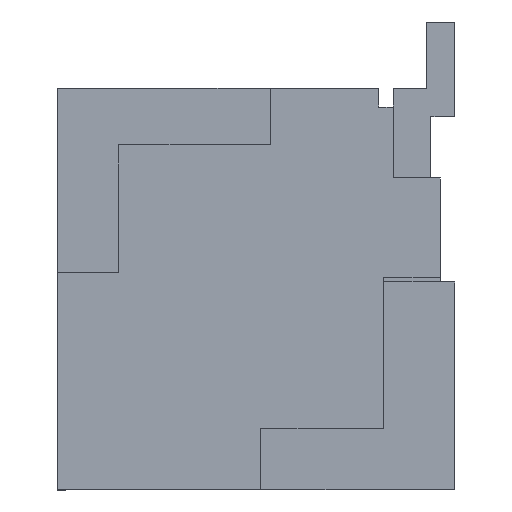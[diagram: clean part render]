
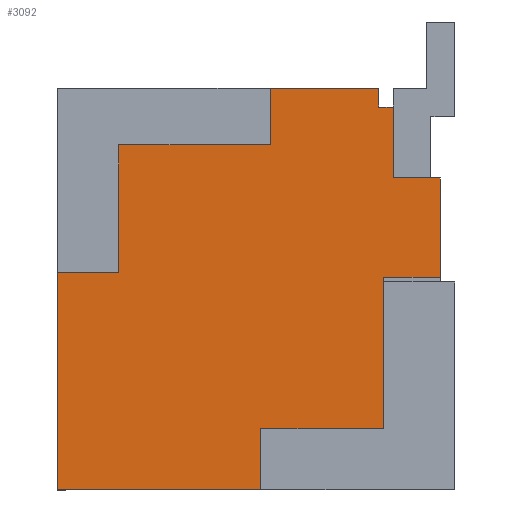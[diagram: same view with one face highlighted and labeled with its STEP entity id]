
A CAD part, left-side view. The second image highlights one B-rep face of the part: STEP entity #3092.
In plain terms, the highlighted planar face has unit normal (-1, 0, 0).
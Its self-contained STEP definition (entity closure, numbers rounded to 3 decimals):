
#5 = VERTEX_POINT ( 'NONE', #347 ) ;
#6 = ORIENTED_EDGE ( 'NONE', *, *, #7, .T. ) ;
#7 = EDGE_CURVE ( 'NONE', #5, #3127, #346, .T. ) ;
#8 = EDGE_CURVE ( 'NONE', #9, #5, #399, .T. ) ;
#9 = VERTEX_POINT ( 'NONE', #395 ) ;
#10 = ORIENTED_EDGE ( 'NONE', *, *, #8, .T. ) ;
#11 = ORIENTED_EDGE ( 'NONE', *, *, #3123, .T. ) ;
#12 = EDGE_CURVE ( 'NONE', #91, #9, #394, .T. ) ;
#13 = VERTEX_POINT ( 'NONE', #390 ) ;
#14 = EDGE_CURVE ( 'NONE', #16, #13, #389, .T. ) ;
#15 = EDGE_CURVE ( 'NONE', #1038, #16, #385, .T. ) ;
#16 = VERTEX_POINT ( 'NONE', #381 ) ;
#17 = ORIENTED_EDGE ( 'NONE', *, *, #14, .T. ) ;
#18 = ORIENTED_EDGE ( 'NONE', *, *, #15, .T. ) ;
#90 = ORIENTED_EDGE ( 'NONE', *, *, #12, .T. ) ;
#91 = VERTEX_POINT ( 'NONE', #3542 ) ;
#92 = VERTEX_POINT ( 'NONE', #3541 ) ;
#93 = VERTEX_POINT ( 'NONE', #3540 ) ;
#94 = ORIENTED_EDGE ( 'NONE', *, *, #95, .T. ) ;
#95 = EDGE_CURVE ( 'NONE', #92, #91, #3600, .T. ) ;
#96 = ORIENTED_EDGE ( 'NONE', *, *, #99, .T. ) ;
#97 = ORIENTED_EDGE ( 'NONE', *, *, #98, .F. ) ;
#98 = EDGE_CURVE ( 'NONE', #92, #93, #3596, .T. ) ;
#99 = EDGE_CURVE ( 'NONE', #403, #93, #3591, .T. ) ;
#346 = LINE ( 'NONE', #402, #401 ) ;
#347 = CARTESIAN_POINT ( 'NONE',  ( -9.5, 0.425, 0.125 ) ) ;
#381 = CARTESIAN_POINT ( 'NONE',  ( -9.5, 0.325, 3.525 ) ) ;
#382 = DIRECTION ( 'NONE',  ( 0., 0., 1. ) ) ;
#383 = VECTOR ( 'NONE', #382, 1000. ) ;
#384 = CARTESIAN_POINT ( 'NONE',  ( -9.5, 0.325, 2.775 ) ) ;
#385 = LINE ( 'NONE', #384, #383 ) ;
#386 = DIRECTION ( 'NONE',  ( 0., 1., 0. ) ) ;
#387 = VECTOR ( 'NONE', #386, 1000. ) ;
#388 = CARTESIAN_POINT ( 'NONE',  ( -9.5, 0.325, 3.525 ) ) ;
#389 = LINE ( 'NONE', #388, #387 ) ;
#390 = CARTESIAN_POINT ( 'NONE',  ( -9.5, 0.475, 3.525 ) ) ;
#391 = DIRECTION ( 'NONE',  ( 0., 0., 1. ) ) ;
#392 = VECTOR ( 'NONE', #391, 1000. ) ;
#393 = CARTESIAN_POINT ( 'NONE',  ( -9.5, 1.725, -0.525 ) ) ;
#394 = LINE ( 'NONE', #393, #392 ) ;
#395 = CARTESIAN_POINT ( 'NONE',  ( -9.5, 1.725, 0.125 ) ) ;
#396 = DIRECTION ( 'NONE',  ( 0., -1., 0. ) ) ;
#397 = VECTOR ( 'NONE', #396, 1000. ) ;
#398 = CARTESIAN_POINT ( 'NONE',  ( -9.5, 1.725, 0.125 ) ) ;
#399 = LINE ( 'NONE', #398, #397 ) ;
#400 = DIRECTION ( 'NONE',  ( 0., 0., 1. ) ) ;
#401 = VECTOR ( 'NONE', #400, 1000. ) ;
#402 = CARTESIAN_POINT ( 'NONE',  ( -9.5, 0.425, 0.125 ) ) ;
#403 = VERTEX_POINT ( 'NONE', #613 ) ;
#612 = CARTESIAN_POINT ( 'NONE',  ( -9.5, -0.175, 1.725 ) ) ;
#613 = CARTESIAN_POINT ( 'NONE',  ( -9.5, 3.225, 1.775 ) ) ;
#651 = VERTEX_POINT ( 'NONE', #612 ) ;
#810 = DIRECTION ( 'NONE',  ( 0., 0., -1. ) ) ;
#811 = VECTOR ( 'NONE', #810, 1000. ) ;
#812 = CARTESIAN_POINT ( 'NONE',  ( -9.5, 3.225, 1.775 ) ) ;
#813 = LINE ( 'NONE', #812, #811 ) ;
#1007 = EDGE_CURVE ( 'NONE', #3079, #403, #813, .T. ) ;
#1018 = ORIENTED_EDGE ( 'NONE', *, *, #1007, .T. ) ;
#1033 = DIRECTION ( 'NONE',  ( 1., 0., 0. ) ) ;
#1035 = DIRECTION ( 'NONE',  ( 0., -1., 0. ) ) ;
#1037 = ORIENTED_EDGE ( 'NONE', *, *, #1039, .T. ) ;
#1038 = VERTEX_POINT ( 'NONE', #3947 ) ;
#1039 = EDGE_CURVE ( 'NONE', #1040, #1038, #3946, .T. ) ;
#1040 = VERTEX_POINT ( 'NONE', #3942 ) ;
#1818 = CARTESIAN_POINT ( 'NONE',  ( -9.5, 3.875, 3.725 ) ) ;
#1899 = DIRECTION ( 'NONE',  ( 0., 0., 1. ) ) ;
#1900 = VECTOR ( 'NONE', #1899, 1000. ) ;
#1901 = CARTESIAN_POINT ( 'NONE',  ( -9.5, -0.175, 3.725 ) ) ;
#1902 = LINE ( 'NONE', #1901, #1900 ) ;
#2031 = CARTESIAN_POINT ( 'NONE',  ( -9.5, 3.225, 3.125 ) ) ;
#2053 = AXIS2_PLACEMENT_3D ( 'NONE', #1818, #1033, #1035 ) ;
#2057 = PLANE ( 'NONE',  #2053 ) ;
#2073 = FACE_OUTER_BOUND ( 'NONE', #3086, .T. ) ;
#2074 = CARTESIAN_POINT ( 'NONE',  ( -9.5, 1.625, 3.125 ) ) ;
#2075 = CARTESIAN_POINT ( 'NONE',  ( -9.5, 1.625, 3.725 ) ) ;
#2076 = DIRECTION ( 'NONE',  ( 0., 1., 0. ) ) ;
#2077 = VECTOR ( 'NONE', #2076, 1000. ) ;
#2078 = CARTESIAN_POINT ( 'NONE',  ( -9.5, 3.225, 3.125 ) ) ;
#2079 = LINE ( 'NONE', #2078, #2077 ) ;
#2080 = DIRECTION ( 'NONE',  ( 0., 0., -1. ) ) ;
#2081 = VECTOR ( 'NONE', #2080, 1000. ) ;
#2082 = CARTESIAN_POINT ( 'NONE',  ( -9.5, 1.625, 3.125 ) ) ;
#2083 = LINE ( 'NONE', #2082, #2081 ) ;
#2140 = DIRECTION ( 'NONE',  ( 0., -1., 0. ) ) ;
#2141 = VECTOR ( 'NONE', #2140, 1000. ) ;
#2142 = CARTESIAN_POINT ( 'NONE',  ( -9.5, 0.425, 1.725 ) ) ;
#2143 = LINE ( 'NONE', #2142, #2141 ) ;
#2144 = DIRECTION ( 'NONE',  ( 0., 0., 1. ) ) ;
#2145 = VECTOR ( 'NONE', #2144, 1000. ) ;
#2146 = CARTESIAN_POINT ( 'NONE',  ( -9.5, 0.475, 3.525 ) ) ;
#2147 = LINE ( 'NONE', #2146, #2145 ) ;
#2148 = CARTESIAN_POINT ( 'NONE',  ( -9.5, 0.475, 3.725 ) ) ;
#2158 = DIRECTION ( 'NONE',  ( 0., -1., 0. ) ) ;
#2159 = VECTOR ( 'NONE', #2158, 1000. ) ;
#2160 = CARTESIAN_POINT ( 'NONE',  ( -9.5, 3.875, 3.725 ) ) ;
#2161 = LINE ( 'NONE', #2160, #2159 ) ;
#2198 = CARTESIAN_POINT ( 'NONE',  ( -9.5, 0.425, 1.725 ) ) ;
#3006 = EDGE_CURVE ( 'NONE', #651, #1040, #1902, .T. ) ;
#3009 = ORIENTED_EDGE ( 'NONE', *, *, #3006, .T. ) ;
#3079 = VERTEX_POINT ( 'NONE', #2031 ) ;
#3084 = ORIENTED_EDGE ( 'NONE', *, *, #3085, .T. ) ;
#3085 = EDGE_CURVE ( 'NONE', #3089, #3090, #2083, .T. ) ;
#3086 = EDGE_LOOP ( 'NONE', ( #3084, #3087, #1018, #96, #97, #94, #90, #10, #6, #3125, #3009, #1037, #18, #17, #11, #3111 ) ) ;
#3087 = ORIENTED_EDGE ( 'NONE', *, *, #3088, .T. ) ;
#3088 = EDGE_CURVE ( 'NONE', #3090, #3079, #2079, .T. ) ;
#3089 = VERTEX_POINT ( 'NONE', #2075 ) ;
#3090 = VERTEX_POINT ( 'NONE', #2074 ) ;
#3092 = ADVANCED_FACE ( 'NONE', ( #2073 ), #2057, .F. ) ;
#3111 = ORIENTED_EDGE ( 'NONE', *, *, #3115, .F. ) ;
#3115 = EDGE_CURVE ( 'NONE', #3089, #3120, #2161, .T. ) ;
#3120 = VERTEX_POINT ( 'NONE', #2148 ) ;
#3123 = EDGE_CURVE ( 'NONE', #13, #3120, #2147, .T. ) ;
#3124 = EDGE_CURVE ( 'NONE', #3127, #651, #2143, .T. ) ;
#3125 = ORIENTED_EDGE ( 'NONE', *, *, #3124, .T. ) ;
#3127 = VERTEX_POINT ( 'NONE', #2198 ) ;
#3540 = CARTESIAN_POINT ( 'NONE',  ( -9.5, 3.875, 1.775 ) ) ;
#3541 = CARTESIAN_POINT ( 'NONE',  ( -9.5, 3.875, -0.525 ) ) ;
#3542 = CARTESIAN_POINT ( 'NONE',  ( -9.5, 1.725, -0.525 ) ) ;
#3588 = DIRECTION ( 'NONE',  ( 0., 1., 0. ) ) ;
#3589 = VECTOR ( 'NONE', #3588, 1000. ) ;
#3590 = CARTESIAN_POINT ( 'NONE',  ( -9.5, 3.875, 1.775 ) ) ;
#3591 = LINE ( 'NONE', #3590, #3589 ) ;
#3593 = DIRECTION ( 'NONE',  ( 0., 0., 1. ) ) ;
#3594 = VECTOR ( 'NONE', #3593, 1000. ) ;
#3595 = CARTESIAN_POINT ( 'NONE',  ( -9.5, 3.875, 3.725 ) ) ;
#3596 = LINE ( 'NONE', #3595, #3594 ) ;
#3597 = DIRECTION ( 'NONE',  ( 0., -1., 0. ) ) ;
#3598 = VECTOR ( 'NONE', #3597, 1000. ) ;
#3599 = CARTESIAN_POINT ( 'NONE',  ( -9.5, 3.875, -0.525 ) ) ;
#3600 = LINE ( 'NONE', #3599, #3598 ) ;
#3942 = CARTESIAN_POINT ( 'NONE',  ( -9.5, -0.175, 2.775 ) ) ;
#3943 = DIRECTION ( 'NONE',  ( 0., 1., 0. ) ) ;
#3944 = VECTOR ( 'NONE', #3943, 1000. ) ;
#3945 = CARTESIAN_POINT ( 'NONE',  ( -9.5, -0.175, 2.775 ) ) ;
#3946 = LINE ( 'NONE', #3945, #3944 ) ;
#3947 = CARTESIAN_POINT ( 'NONE',  ( -9.5, 0.325, 2.775 ) ) ;
